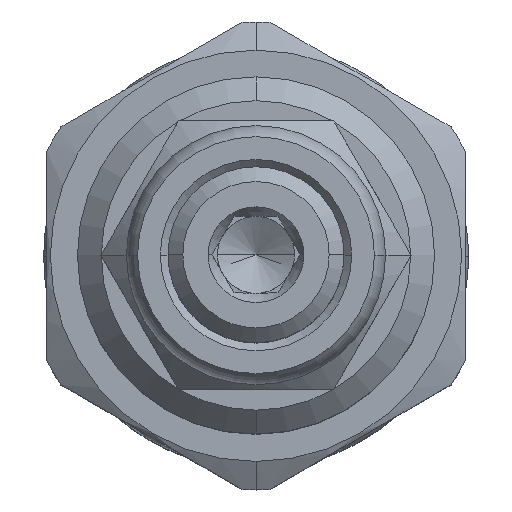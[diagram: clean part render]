
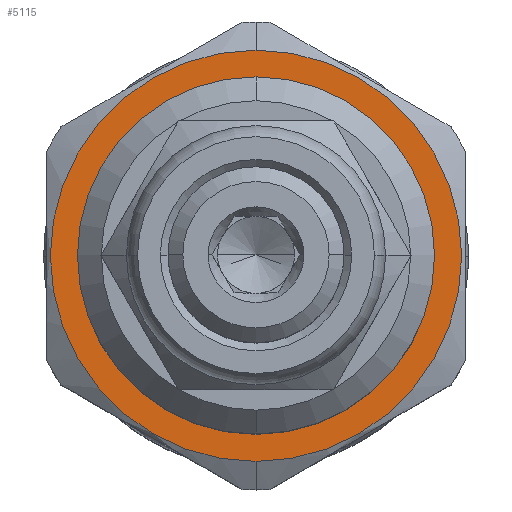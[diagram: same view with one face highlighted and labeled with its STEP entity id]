
A CAD part, top view. The second image highlights one B-rep face of the part: STEP entity #5115.
In plain terms, the highlighted planar face has unit normal (0, 0, 1).
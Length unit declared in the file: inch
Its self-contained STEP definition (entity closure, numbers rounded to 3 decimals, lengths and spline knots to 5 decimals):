
#1008=CARTESIAN_POINT('',(0.,0.,2.563));
#1009=DIRECTION('',(0.,0.,1.));
#1010=DIRECTION('',(0.,-1.,0.));
#1011=AXIS2_PLACEMENT_3D('',#1008,#1009,#1010);
#1013=CARTESIAN_POINT('',(0.,0.,2.563));
#1014=DIRECTION('',(0.,0.,-1.));
#1015=DIRECTION('',(0.,-1.,0.));
#1016=AXIS2_PLACEMENT_3D('',#1013,#1014,#1015);
#1022=CARTESIAN_POINT('',(0.,0.,2.563));
#1023=DIRECTION('',(0.,0.,-1.));
#1024=DIRECTION('',(0.,-1.,0.));
#1025=AXIS2_PLACEMENT_3D('',#1022,#1023,#1024);
#1219=CARTESIAN_POINT('',(0.,0.,2.563));
#1220=DIRECTION('',(0.,0.,1.));
#1221=DIRECTION('',(0.,-1.,0.));
#1222=AXIS2_PLACEMENT_3D('',#1219,#1220,#1221);
#3470=CARTESIAN_POINT('',(0.,-0.43,2.563));
#3472=VERTEX_POINT('',#3470);
#3478=CARTESIAN_POINT('',(0.,0.43,2.563));
#3480=VERTEX_POINT('',#3478);
#3486=CARTESIAN_POINT('',(0.,-0.3735,2.563));
#3487=CARTESIAN_POINT('',(0.,0.3735,2.563));
#3488=VERTEX_POINT('',#3486);
#3489=VERTEX_POINT('',#3487);
#5100=CARTESIAN_POINT('',(0.,0.,2.563));
#5101=DIRECTION('',(0.,0.,1.));
#5102=DIRECTION('',(0.,-1.,0.));
#5103=AXIS2_PLACEMENT_3D('',#5100,#5101,#5102);
#5104=PLANE('',#5103);
#5106=ORIENTED_EDGE('',*,*,#5105,.T.);
#5108=ORIENTED_EDGE('',*,*,#5107,.F.);
#5109=EDGE_LOOP('',(#5106,#5108));
#5110=FACE_OUTER_BOUND('',#5109,.F.);
#5111=ORIENTED_EDGE('',*,*,#5065,.T.);
#5112=ORIENTED_EDGE('',*,*,#5093,.F.);
#5113=EDGE_LOOP('',(#5111,#5112));
#5114=FACE_BOUND('',#5113,.F.);
#5115=ADVANCED_FACE('',(#5110,#5114),#5104,.T.);
#1012=CIRCLE('',#1011,0.3735);
#1017=CIRCLE('',#1016,0.3735);
#1026=CIRCLE('',#1025,0.43);
#1223=CIRCLE('',#1222,0.43);
#5065=EDGE_CURVE('',#3488,#3489,#1012,.T.);
#5093=EDGE_CURVE('',#3488,#3489,#1017,.T.);
#5105=EDGE_CURVE('',#3472,#3480,#1026,.T.);
#5107=EDGE_CURVE('',#3472,#3480,#1223,.T.);
